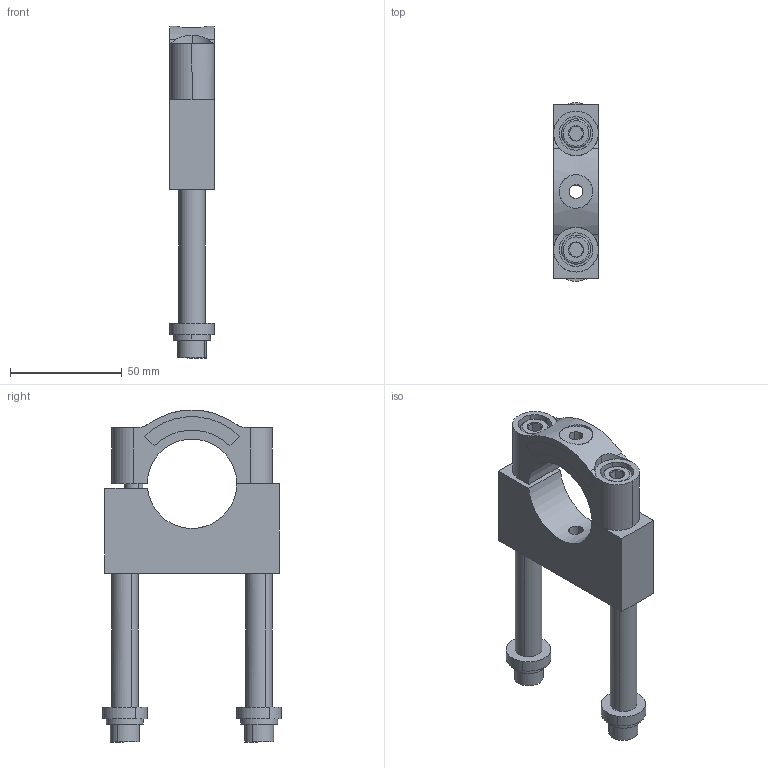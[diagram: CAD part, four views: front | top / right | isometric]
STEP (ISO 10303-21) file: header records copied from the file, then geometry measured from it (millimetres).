
FILE_DESCRIPTION(('CATIA V5 STEP Exchange','CAx-IF Rec.Pracs.--- Model Styling and Organization---1.4--- 2014-01-23'),'2;1');
FILE_NAME('TOS_041_SET_457678_01.stp','2021-06-08T10:44:11+00:00',('none'),('none'),'CATIA Version 5-6 Release 2018 SP3 HF13','CATIA V5 STEP AP214','none');
FILE_SCHEMA(('AUTOMOTIVE_DESIGN { 1 0 10303 214 1 1 1 1 }'));
Length unit declared in the file: millimetre
Products named in the file (1): TOS_041_SET_457678_01
Bounding box: 20 x 79.99 x 148.5 mm (x, y, z)
Volume: 89440.9 mm3; surface area: 36548.1 mm2
Topology: 1 solids, 3 shells, 205 faces, 500 edges, 324 vertices
Faces by surface type: cylinder 85, plane 72, cone 40, torus 8
Entity records: 6451 total; most frequent: CARTESIAN_POINT 1850, ORIENTED_EDGE 984, DIRECTION 776, EDGE_CURVE 492, AXIS2_PLACEMENT_3D 359, VERTEX_POINT 324, EDGE_LOOP 242, VECTOR 236
